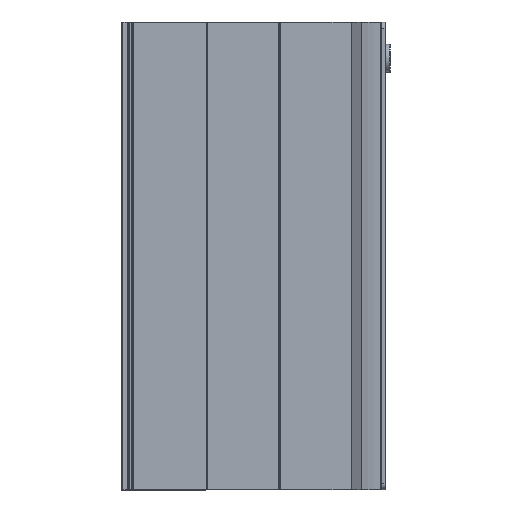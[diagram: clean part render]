
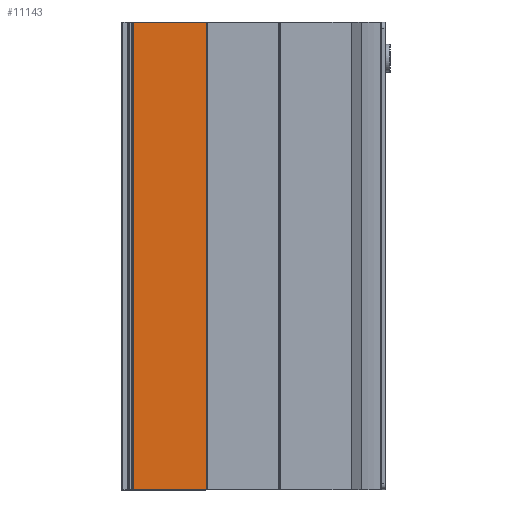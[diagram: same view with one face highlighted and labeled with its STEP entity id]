
A CAD part, front view. The second image highlights one B-rep face of the part: STEP entity #11143.
In plain terms, the highlighted planar face has unit normal (0, -1, 0).
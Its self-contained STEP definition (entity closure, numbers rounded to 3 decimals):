
#1540=ORIENTED_EDGE('',*,*,#4383,.T.);
#1541=ORIENTED_EDGE('',*,*,#4384,.F.);
#1542=ORIENTED_EDGE('',*,*,#4385,.F.);
#1543=ORIENTED_EDGE('',*,*,#4381,.T.);
#4381=EDGE_CURVE('',#5794,#5793,#6860,.T.);
#4383=EDGE_CURVE('',#5793,#5795,#6861,.T.);
#4384=EDGE_CURVE('',#5796,#5795,#6862,.T.);
#4385=EDGE_CURVE('',#5794,#5796,#6863,.T.);
#5793=VERTEX_POINT('',#17982);
#5794=VERTEX_POINT('',#17984);
#5795=VERTEX_POINT('',#17988);
#5796=VERTEX_POINT('',#17990);
#6860=LINE('',#17983,#7535);
#6861=LINE('',#17987,#7536);
#6862=LINE('',#17989,#7537);
#6863=LINE('',#17991,#7538);
#7535=VECTOR('',#14126,1000.);
#7536=VECTOR('',#14131,1000.);
#7537=VECTOR('',#14132,1000.);
#7538=VECTOR('',#14133,1000.);
#8123=EDGE_LOOP('',(#1540,#1541,#1542,#1543));
#9478=FACE_BOUND('',#8123,.T.);
#10794=PLANE('',#12338);
#11143=ADVANCED_FACE('',(#9478),#10794,.F.);
#12338=AXIS2_PLACEMENT_3D('',#17986,#14129,#14130);
#14126=DIRECTION('',(0.,0.,-1.));
#14129=DIRECTION('',(0.,1.,0.));
#14130=DIRECTION('',(0.,0.,1.));
#14131=DIRECTION('',(1.,0.,0.));
#14132=DIRECTION('',(0.,0.,-1.));
#14133=DIRECTION('',(1.,0.,0.));
#17982=CARTESIAN_POINT('',(87.5,-33.8,0.));
#17983=CARTESIAN_POINT('',(87.5,-33.8,234.));
#17984=CARTESIAN_POINT('',(87.5,-33.8,234.));
#17986=CARTESIAN_POINT('',(87.5,-33.8,234.));
#17987=CARTESIAN_POINT('',(87.5,-33.8,0.));
#17988=CARTESIAN_POINT('',(124.,-33.8,0.));
#17989=CARTESIAN_POINT('',(124.,-33.8,234.));
#17990=CARTESIAN_POINT('',(124.,-33.8,234.));
#17991=CARTESIAN_POINT('',(87.5,-33.8,234.));
